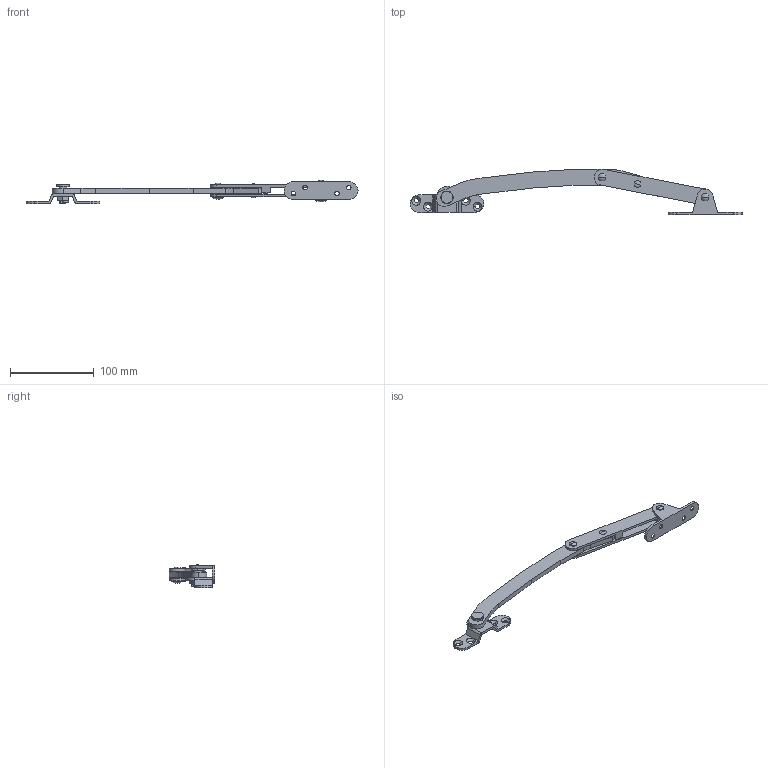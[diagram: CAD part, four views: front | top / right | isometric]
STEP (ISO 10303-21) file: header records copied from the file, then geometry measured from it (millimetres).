
FILE_DESCRIPTION (( 'STEP AP203' ), '1' );
FILE_NAME ('B-1025-1.STEP', '2018-08-30T05:11:56', ( '' ), ( '' ), 'SwSTEP 2.0', 'SolidWorks 2014', '' );
FILE_SCHEMA (( 'CONFIG_CONTROL_DESIGN' ));
Length unit declared in the file: millimetre
Products named in the file (14): B-1025-1アームC_; B-1025-1儕儀僢僩B_; B-1025-1受座B_; B-1025-1; B-1025-1ボール_; B-1025-1座金_; B-1025-1カラー_; B-1025-1軸_; B-1025-1アームB_; B-1025-1受座A_; B-1025-1アームA_; B-1025-1儕儀僢僩A_; B-1025-1_割りピン　呼び2_L=15片方曲げ; B-1025-1六角ナット_
Assembly tree (14 placements, depth 2):
  B-1025-1
    B-1025-1アームA_
    B-1025-1受座B_
    B-1025-1軸_
    B-1025-1六角ナット_
    B-1025-1ボール_
    B-1025-1アームB_
    B-1025-1アームC_
    B-1025-1座金_  x2
    B-1025-1儕儀僢僩A_
    B-1025-1受座A_
    B-1025-1儕儀僢僩B_
    B-1025-1カラー_
    B-1025-1_割りピン　呼び2_L=15片方曲げ
Bounding box: 395.53 x 54.4 x 27.81 mm (x, y, z)
Volume: 63824.4 mm3; surface area: 42693.2 mm2
Topology: 14 solids, 14 shells, 249 faces, 612 edges, 399 vertices
Faces by surface type: cylinder 100, plane 84, cone 33, sphere 18, torus 14
Entity records: 8976 total; most frequent: CARTESIAN_POINT 1445, DIRECTION 1350, ORIENTED_EDGE 1190, EDGE_CURVE 595, AXIS2_PLACEMENT_3D 541, VERTEX_POINT 388, EDGE_LOOP 297, CIRCLE 281
